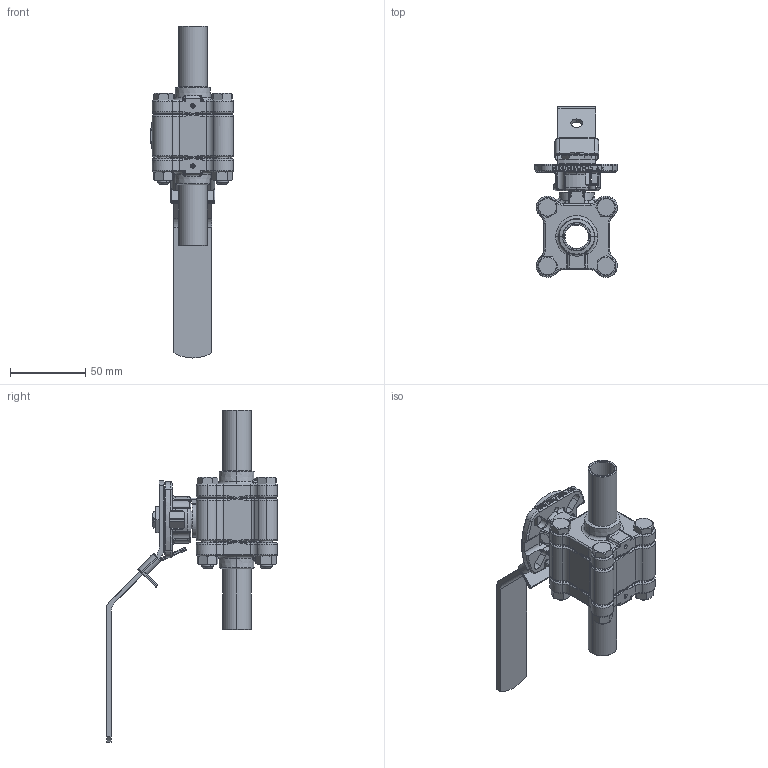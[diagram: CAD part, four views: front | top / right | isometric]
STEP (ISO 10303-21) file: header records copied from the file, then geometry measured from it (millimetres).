
FILE_DESCRIPTION (( 'STEP AP214' ), '1' );
FILE_NAME ('H78-DA-0075.STEP', '2018-12-06T20:52:44', ( '' ), ( '' ), 'SwSTEP 2.0', 'SolidWorks 2018', '' );
FILE_SCHEMA (( 'AUTOMOTIVE_DESIGN' ));
Length unit declared in the file: inch
Products named in the file (1): H78-DA-0075
Bounding box: 54.93 x 113.43 x 220.5 mm (x, y, z)
Surface area: 56291.1 mm2 (no closed solid volume)
Topology: 0 solids, 21 shells, 1003 faces, 2962 edges, 1841 vertices
Faces by surface type: plane 332, cylinder 258, torus 164, bspline 139, cone 82, sphere 28
Entity records: 57068 total; most frequent: CARTESIAN_POINT 18941, DIRECTION 5092, ORIENTED_EDGE 5089, EDGE_CURVE 2896, AXIS2_PLACEMENT_3D 1908, VERTEX_POINT 1839, VECTOR 1276, LINE 1276
